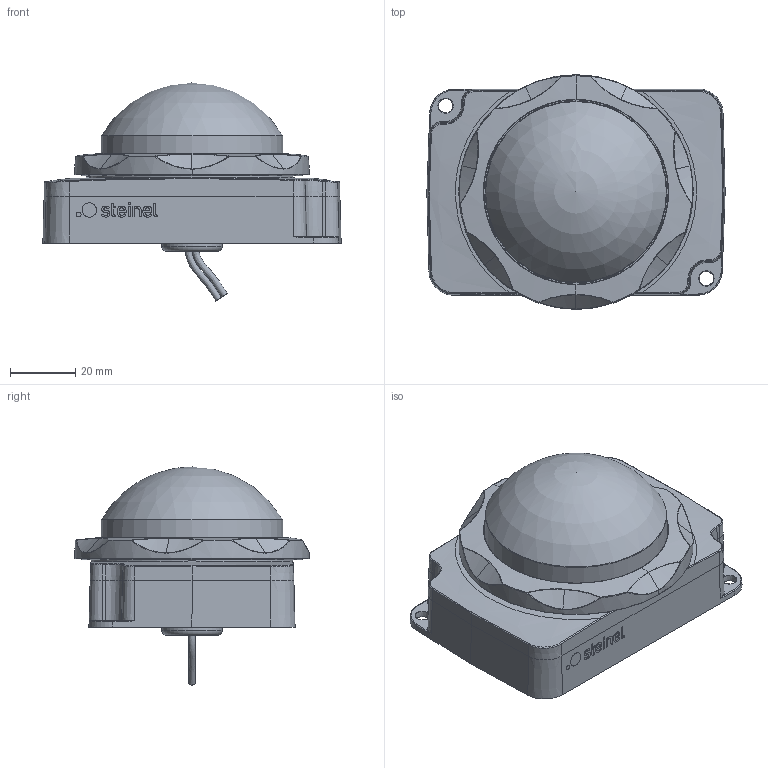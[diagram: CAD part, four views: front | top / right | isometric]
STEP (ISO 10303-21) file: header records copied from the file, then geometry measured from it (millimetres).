
FILE_DESCRIPTION(/* description */ (''),/* implementation_level */ '2;1');
FILE_NAME(/* name */ 'SENSOTEC-HB-PIR-345-IPD-Wire.stp',/* time_stamp */ '2022-11-15T08:46:33+01:00',/* author */ (''),/* organization */ (''),/* preprocessor_version */ 'ST-DEVELOPER v18.1',/* originating_system */ 'SIEMENS PLM Software NX 1957',/* authorisation */ '');
FILE_SCHEMA (('AUTOMOTIVE_DESIGN { 1 0 10303 214 3 1 1 1 }'));
Length unit declared in the file: millimetre
Products named in the file (3): Mutter; HB-PIR-345-IPD-Wire; SENSOTEC-HB-PIR-345-IPD-Wire
Assembly tree (2 placements, depth 2):
  SENSOTEC-HB-PIR-345-IPD-Wire
    HB-PIR-345-IPD-Wire
    Mutter
Bounding box: 91.51 x 72 x 66.9 mm (x, y, z)
Volume: 172680.1 mm3; surface area: 25751.2 mm2
Topology: 2 solids, 2 shells, 247 faces, 572 edges, 340 vertices
Faces by surface type: bspline 95, plane 48, extrusion 36, cone 26, torus 15, sphere 15, cylinder 12
Full cylindrical faces by diameter (mm): 9 x1, 18.5 x1, 60 x1, 61.92 x1
Entity records: 12556 total; most frequent: CARTESIAN_POINT 6730, ORIENTED_EDGE 1050, DIRECTION 687, EDGE_CURVE 525, VERTEX_POINT 321, EDGE_LOOP 292, B_SPLINE_CURVE_WITH_KNOTS 280, AXIS2_PLACEMENT_3D 265
